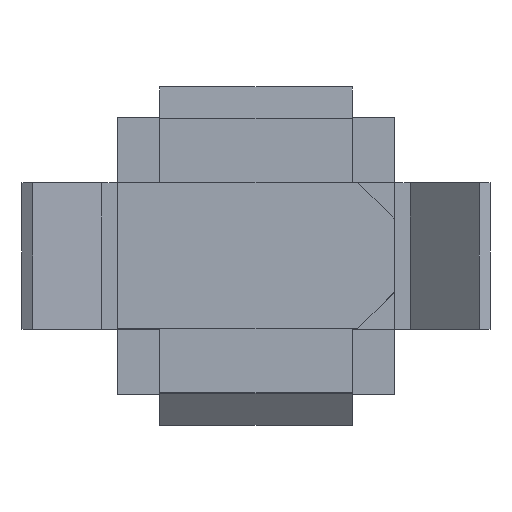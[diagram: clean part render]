
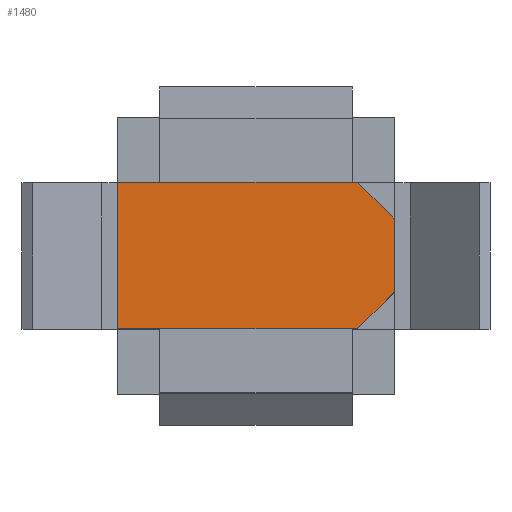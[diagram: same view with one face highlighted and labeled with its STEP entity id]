
A CAD part, top view. The second image highlights one B-rep face of the part: STEP entity #1480.
In plain terms, the highlighted planar face has unit normal (0, 0, 1).
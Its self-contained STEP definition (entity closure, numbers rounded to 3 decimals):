
#490=DIRECTION('',(0.707,0.707,0.));
#491=VECTOR('',#490,2.079);
#492=CARTESIAN_POINT('',(4.055,-2.921,12.51));
#493=LINE('',#492,#491);
#494=DIRECTION('',(1.,0.,0.));
#495=VECTOR('',#494,0.206);
#496=CARTESIAN_POINT('',(3.849,-2.921,12.51));
#497=LINE('',#496,#495);
#498=DIRECTION('',(1.,0.,0.));
#499=VECTOR('',#498,7.697);
#500=CARTESIAN_POINT('',(-3.849,-2.921,12.51));
#501=LINE('',#500,#499);
#502=DIRECTION('',(1.,0.,0.));
#503=VECTOR('',#502,1.676);
#504=CARTESIAN_POINT('',(-5.525,-2.921,12.51));
#505=LINE('',#504,#503);
#506=DIRECTION('',(0.,-1.,0.));
#507=VECTOR('',#506,5.842);
#508=CARTESIAN_POINT('',(-5.525,2.921,12.51));
#509=LINE('',#508,#507);
#510=DIRECTION('',(-1.,0.,0.));
#511=VECTOR('',#510,1.676);
#512=CARTESIAN_POINT('',(-3.849,2.921,12.51));
#513=LINE('',#512,#511);
#514=DIRECTION('',(1.,0.,0.));
#515=VECTOR('',#514,7.697);
#516=CARTESIAN_POINT('',(-3.849,2.921,12.51));
#517=LINE('',#516,#515);
#518=DIRECTION('',(-1.,0.,0.));
#519=VECTOR('',#518,0.206);
#520=CARTESIAN_POINT('',(4.055,2.921,12.51));
#521=LINE('',#520,#519);
#522=DIRECTION('',(-0.707,0.707,0.));
#523=VECTOR('',#522,2.079);
#524=CARTESIAN_POINT('',(5.525,1.451,12.51));
#525=LINE('',#524,#523);
#526=DIRECTION('',(0.,1.,0.));
#527=VECTOR('',#526,2.902);
#528=CARTESIAN_POINT('',(5.525,-1.451,12.51));
#529=LINE('',#528,#527);
#618=CARTESIAN_POINT('',(-5.525,2.921,12.51));
#619=CARTESIAN_POINT('',(-5.525,-2.921,12.51));
#620=VERTEX_POINT('',#618);
#621=VERTEX_POINT('',#619);
#666=CARTESIAN_POINT('',(-3.849,2.921,12.51));
#668=VERTEX_POINT('',#666);
#670=CARTESIAN_POINT('',(3.849,2.921,12.51));
#672=VERTEX_POINT('',#670);
#698=CARTESIAN_POINT('',(-3.849,-2.921,12.51));
#699=CARTESIAN_POINT('',(3.849,-2.921,12.51));
#700=VERTEX_POINT('',#698);
#701=VERTEX_POINT('',#699);
#790=CARTESIAN_POINT('',(4.055,-2.921,12.51));
#791=CARTESIAN_POINT('',(5.525,-1.451,12.51));
#792=VERTEX_POINT('',#790);
#793=VERTEX_POINT('',#791);
#800=CARTESIAN_POINT('',(5.525,1.451,12.51));
#801=VERTEX_POINT('',#800);
#806=CARTESIAN_POINT('',(4.055,2.921,12.51));
#807=VERTEX_POINT('',#806);
#1460=CARTESIAN_POINT('',(0.,0.,12.51));
#1461=DIRECTION('',(0.,0.,1.));
#1462=DIRECTION('',(1.,0.,0.));
#1463=AXIS2_PLACEMENT_3D('',#1460,#1461,#1462);
#1464=PLANE('',#1463);
#1466=ORIENTED_EDGE('',*,*,#1465,.F.);
#1467=ORIENTED_EDGE('',*,*,#1296,.F.);
#1468=ORIENTED_EDGE('',*,*,#1452,.F.);
#1469=ORIENTED_EDGE('',*,*,#1245,.F.);
#1470=ORIENTED_EDGE('',*,*,#858,.F.);
#1471=ORIENTED_EDGE('',*,*,#895,.F.);
#1473=ORIENTED_EDGE('',*,*,#1472,.T.);
#1474=ORIENTED_EDGE('',*,*,#950,.F.);
#1476=ORIENTED_EDGE('',*,*,#1475,.F.);
#1477=ORIENTED_EDGE('',*,*,#1193,.F.);
#1478=EDGE_LOOP('',(#1466,#1467,#1468,#1469,#1470,#1471,#1473,#1474,#1476,
#1477));
#1479=FACE_OUTER_BOUND('',#1478,.F.);
#1480=ADVANCED_FACE('',(#1479),#1464,.T.);
#858=EDGE_CURVE('',#620,#621,#509,.T.);
#895=EDGE_CURVE('',#668,#620,#513,.T.);
#950=EDGE_CURVE('',#807,#672,#521,.T.);
#1193=EDGE_CURVE('',#793,#801,#529,.T.);
#1245=EDGE_CURVE('',#621,#700,#505,.T.);
#1296=EDGE_CURVE('',#701,#792,#497,.T.);
#1452=EDGE_CURVE('',#700,#701,#501,.T.);
#1465=EDGE_CURVE('',#792,#793,#493,.T.);
#1472=EDGE_CURVE('',#668,#672,#517,.T.);
#1475=EDGE_CURVE('',#801,#807,#525,.T.);
